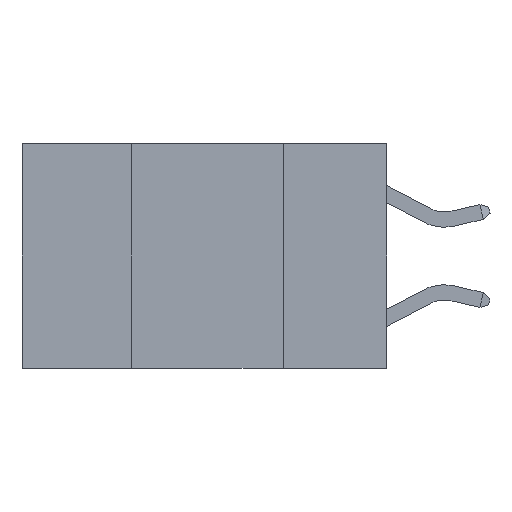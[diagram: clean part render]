
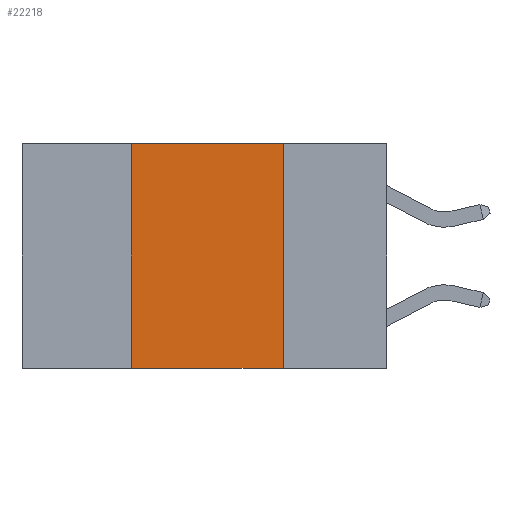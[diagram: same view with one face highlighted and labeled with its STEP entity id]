
A CAD part, left-side view. The second image highlights one B-rep face of the part: STEP entity #22218.
In plain terms, the highlighted planar face has unit normal (-1, 0, 0).
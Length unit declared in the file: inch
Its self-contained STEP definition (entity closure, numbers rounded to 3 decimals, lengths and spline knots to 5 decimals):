
#29 = VERTEX_POINT ( 'NONE', #14211 ) ;
#78 = ORIENTED_EDGE ( 'NONE', *, *, #4668, .F. ) ;
#1552 = ORIENTED_EDGE ( 'NONE', *, *, #10798, .F. ) ;
#1841 = CARTESIAN_POINT ( 'NONE',  ( 0., 0.6, 0. ) ) ;
#2330 = LINE ( 'NONE', #1841, #19794 ) ;
#2359 = CARTESIAN_POINT ( 'NONE',  ( 0., 0.6, 0. ) ) ;
#2426 = CARTESIAN_POINT ( 'NONE',  ( 0., 0.42, 0. ) ) ;
#2756 = LINE ( 'NONE', #2426, #8105 ) ;
#3217 = EDGE_LOOP ( 'NONE', ( #1552, #17550, #78, #18244 ) ) ;
#3781 = EDGE_CURVE ( 'NONE', #29, #4788, #8152, .T. ) ;
#4656 = DIRECTION ( 'NONE',  ( 0., 0., -1. ) ) ;
#4668 = EDGE_CURVE ( 'NONE', #29, #26410, #2756, .T. ) ;
#4788 = VERTEX_POINT ( 'NONE', #11971 ) ;
#6518 = EDGE_CURVE ( 'NONE', #26410, #22939, #2330, .T. ) ;
#8105 = VECTOR ( 'NONE', #9204, 39.37008 ) ;
#8152 = LINE ( 'NONE', #23933, #20240 ) ;
#9204 = DIRECTION ( 'NONE',  ( 0., 0., 1. ) ) ;
#10335 = VECTOR ( 'NONE', #25350, 39.37008 ) ;
#10356 = DIRECTION ( 'NONE',  ( 0., -1., 0. ) ) ;
#10798 = EDGE_CURVE ( 'NONE', #22939, #4788, #15659, .T. ) ;
#10900 = DIRECTION ( 'NONE',  ( 0., -1., 0. ) ) ;
#11574 = CARTESIAN_POINT ( 'NONE',  ( 0., 0.17, 0. ) ) ;
#11971 = CARTESIAN_POINT ( 'NONE',  ( 0., 0.17, -0.37 ) ) ;
#14211 = CARTESIAN_POINT ( 'NONE',  ( 0., 0.42, -0.37 ) ) ;
#15659 = LINE ( 'NONE', #16380, #10335 ) ;
#16015 = PLANE ( 'NONE',  #22666 ) ;
#16380 = CARTESIAN_POINT ( 'NONE',  ( 0., 0.17, 0. ) ) ;
#17550 = ORIENTED_EDGE ( 'NONE', *, *, #6518, .F. ) ;
#17818 = CARTESIAN_POINT ( 'NONE',  ( 0., 0.42, 0. ) ) ;
#18244 = ORIENTED_EDGE ( 'NONE', *, *, #3781, .T. ) ;
#18289 = DIRECTION ( 'NONE',  ( 1., 0., 0. ) ) ;
#19794 = VECTOR ( 'NONE', #10900, 39.37008 ) ;
#20240 = VECTOR ( 'NONE', #10356, 39.37008 ) ;
#22218 = ADVANCED_FACE ( 'NONE', ( #24984 ), #16015, .F. ) ;
#22666 = AXIS2_PLACEMENT_3D ( 'NONE', #2359, #18289, #4656 ) ;
#22939 = VERTEX_POINT ( 'NONE', #11574 ) ;
#23933 = CARTESIAN_POINT ( 'NONE',  ( 0., 0.6, -0.37 ) ) ;
#24984 = FACE_OUTER_BOUND ( 'NONE', #3217, .T. ) ;
#25350 = DIRECTION ( 'NONE',  ( 0., 0., -1. ) ) ;
#26410 = VERTEX_POINT ( 'NONE', #17818 ) ;
